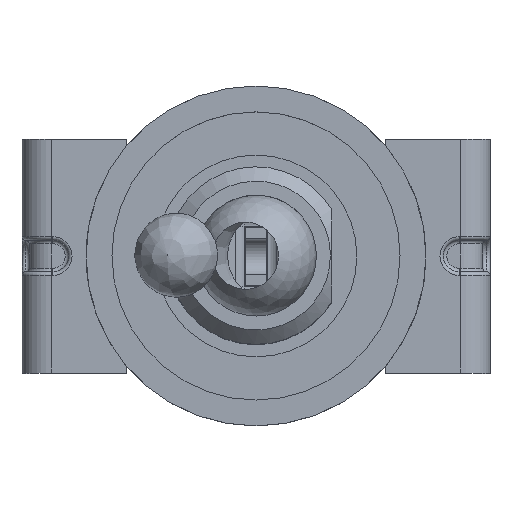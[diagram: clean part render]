
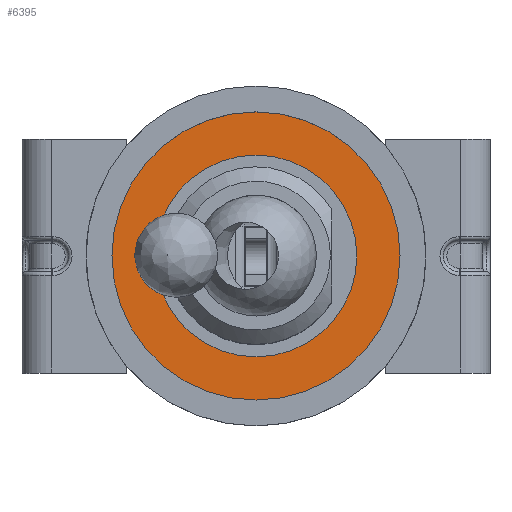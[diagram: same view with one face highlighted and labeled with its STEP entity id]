
A CAD part, top view. The second image highlights one B-rep face of the part: STEP entity #6395.
In plain terms, the highlighted planar face has unit normal (0, 0, 1).
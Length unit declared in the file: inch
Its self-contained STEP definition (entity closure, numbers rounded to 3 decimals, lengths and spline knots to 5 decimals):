
#244=FACE_BOUND('',#1078,.T.);
#329=CIRCLE('',#6902,0.19705);
#330=CIRCLE('',#6903,0.13799);
#692=FACE_OUTER_BOUND('',#1077,.T.);
#1077=EDGE_LOOP('',(#5073));
#1078=EDGE_LOOP('',(#5074));
#2877=VERTEX_POINT('',#10288);
#2878=VERTEX_POINT('',#10290);
#3645=EDGE_CURVE('',#2877,#2877,#329,.T.);
#3646=EDGE_CURVE('',#2878,#2878,#330,.T.);
#5073=ORIENTED_EDGE('',*,*,#3645,.T.);
#5074=ORIENTED_EDGE('',*,*,#3646,.F.);
#6125=PLANE('',#6901);
#6395=ADVANCED_FACE('',(#692,#244),#6125,.F.);
#6901=AXIS2_PLACEMENT_3D('',#10287,#8244,#8245);
#6902=AXIS2_PLACEMENT_3D('',#10289,#8246,#8247);
#6903=AXIS2_PLACEMENT_3D('',#10291,#8248,#8249);
#8244=DIRECTION('center_axis',(0.,0.,
-1.));
#8245=DIRECTION('ref_axis',(1.,0.,0.));
#8246=DIRECTION('center_axis',(0.,0.,
1.));
#8247=DIRECTION('ref_axis',(1.,0.,0.));
#8248=DIRECTION('center_axis',(0.,0.,
1.));
#8249=DIRECTION('ref_axis',(1.,0.,0.));
#10287=CARTESIAN_POINT('Origin',(0.,0.,
0.41929));
#10288=CARTESIAN_POINT('',(-0.19705,0.,0.41929));
#10289=CARTESIAN_POINT('Origin',(0.,0.,
0.41929));
#10290=CARTESIAN_POINT('',(-0.13799,0.,0.41929));
#10291=CARTESIAN_POINT('Origin',(0.,0.,
0.41929));
